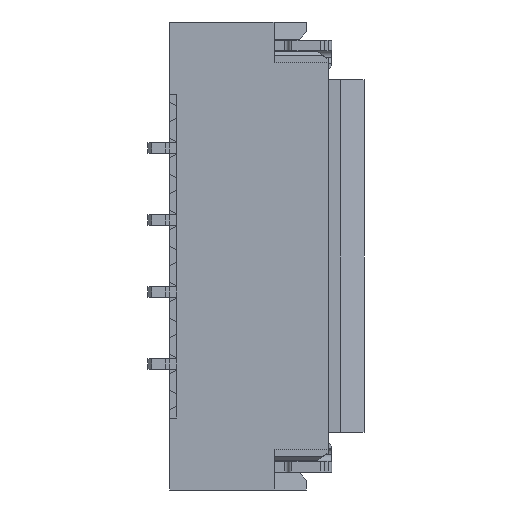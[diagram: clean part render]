
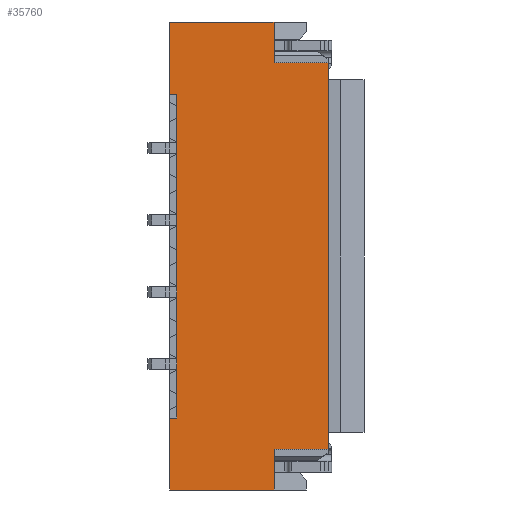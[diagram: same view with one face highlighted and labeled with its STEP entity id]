
A CAD part, front view. The second image highlights one B-rep face of the part: STEP entity #35760.
In plain terms, the highlighted planar face has unit normal (0, -1, 0).
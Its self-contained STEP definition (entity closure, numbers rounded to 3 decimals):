
#7860=CARTESIAN_POINT('',(0.1,0.,
-0.763));
#7870=VERTEX_POINT('',#7860);
#7900=CARTESIAN_POINT('',(0.1,0.,
-3.263));
#7910=DIRECTION('',(0.,0.,-1.));
#7920=VECTOR('',#7910,1.);
#7930=LINE('',#7900,#7920);
#7940=CARTESIAN_POINT('',(0.1,0.,
-5.263));
#7950=VERTEX_POINT('',#7940);
#7960=EDGE_CURVE('',#7870,#7950,#7930,.T.);
#20270=CARTESIAN_POINT('',(1.45,0.,0.237))
;
#20280=VERTEX_POINT('',#20270);
#20310=CARTESIAN_POINT('',(0.,0.,
0.237));
#20320=DIRECTION('',(1.,0.,0.));
#20330=VECTOR('',#20320,1.);
#20340=LINE('',#20310,#20330);
#20350=CARTESIAN_POINT('',(0.,0.,
0.237));
#20360=VERTEX_POINT('',#20350);
#20370=EDGE_CURVE('',#20360,#20280,#20340,.T.);
#28340=CARTESIAN_POINT('',(1.45,0.,-0.326
));
#28350=VERTEX_POINT('',#28340);
#28380=CARTESIAN_POINT('',(1.45,0.,-7.525));
#28390=DIRECTION('',(0.,0.,1.));
#28400=VECTOR('',#28390,1.);
#28410=LINE('',#28380,#28400);
#28420=EDGE_CURVE('',#28350,#20280,#28410,.T.);
#34980=CARTESIAN_POINT('',(0.567,0.,
-4.025));
#34990=DIRECTION('',(0.,-1.,0.));
#35000=DIRECTION('',(-1.,0.,0.));
#35010=AXIS2_PLACEMENT_3D('',#34980,#34990,#35000);
#35020=PLANE('',#35010);
#35030=CARTESIAN_POINT('',(0.,0.,
-0.763));
#35040=DIRECTION('',(1.,0.,0.));
#35050=VECTOR('',#35040,1.);
#35060=LINE('',#35030,#35050);
#35070=CARTESIAN_POINT('',(0.,0.,
-0.763));
#35080=VERTEX_POINT('',#35070);
#35090=EDGE_CURVE('',#35080,#7870,#35060,.T.);
#35100=ORIENTED_EDGE('',*,*,#35090,.T.);
#35110=CARTESIAN_POINT('',(0.,0.,
-0.478));
#35120=DIRECTION('',(0.,0.,-1.));
#35130=VECTOR('',#35120,1.);
#35140=LINE('',#35110,#35130);
#35150=EDGE_CURVE('',#20360,#35080,#35140,.T.);
#35160=ORIENTED_EDGE('',*,*,#35150,.T.);
#35170=ORIENTED_EDGE('',*,*,#20370,.F.);
#35180=ORIENTED_EDGE('',*,*,#28420,.T.);
#35190=CARTESIAN_POINT('',(0.,0.,
-0.326));
#35200=DIRECTION('',(-1.,0.,0.));
#35210=VECTOR('',#35200,1.);
#35220=LINE('',#35190,#35210);
#35230=CARTESIAN_POINT('',(2.2,0.,-0.326)
);
#35240=VERTEX_POINT('',#35230);
#35250=EDGE_CURVE('',#35240,#28350,#35220,.T.);
#35260=ORIENTED_EDGE('',*,*,#35250,.T.);
#35270=CARTESIAN_POINT('',(2.2,0.,0.4));
#35280=DIRECTION('',(0.,0.,1.));
#35290=VECTOR('',#35280,1.);
#35300=LINE('',#35270,#35290);
#35310=CARTESIAN_POINT('',(2.2,0.,-5.699));
#35320=VERTEX_POINT('',#35310);
#35330=EDGE_CURVE('',#35320,#35240,#35300,.T.);
#35340=ORIENTED_EDGE('',*,*,#35330,.T.);
#35350=CARTESIAN_POINT('',(0.,0.,
-5.699));
#35360=DIRECTION('',(-1.,0.,0.));
#35370=VECTOR('',#35360,1.);
#35380=LINE('',#35350,#35370);
#35390=CARTESIAN_POINT('',(1.45,0.,-5.699));
#35400=VERTEX_POINT('',#35390);
#35410=EDGE_CURVE('',#35320,#35400,#35380,.T.);
#35420=ORIENTED_EDGE('',*,*,#35410,.F.);
#35430=CARTESIAN_POINT('',(1.45,0.,1.5));
#35440=DIRECTION('',(0.,-0.,-1.));
#35450=VECTOR('',#35440,1.);
#35460=LINE('',#35430,#35450);
#35470=CARTESIAN_POINT('',(1.45,0.,-6.263));
#35480=VERTEX_POINT('',#35470);
#35490=EDGE_CURVE('',#35400,#35480,#35460,.T.);
#35500=ORIENTED_EDGE('',*,*,#35490,.F.);
#35510=CARTESIAN_POINT('',(0.,0.,
-6.263));
#35520=DIRECTION('',(1.,0.,0.));
#35530=VECTOR('',#35520,1.);
#35540=LINE('',#35510,#35530);
#35550=CARTESIAN_POINT('',(0.,0.,
-6.263));
#35560=VERTEX_POINT('',#35550);
#35570=EDGE_CURVE('',#35560,#35480,#35540,.T.);
#35580=ORIENTED_EDGE('',*,*,#35570,.T.);
#35590=CARTESIAN_POINT('',(0.,0.,
-5.548));
#35600=DIRECTION('',(0.,0.,1.));
#35610=VECTOR('',#35600,1.);
#35620=LINE('',#35590,#35610);
#35630=CARTESIAN_POINT('',(0.,0.,
-5.263));
#35640=VERTEX_POINT('',#35630);
#35650=EDGE_CURVE('',#35560,#35640,#35620,.T.);
#35660=ORIENTED_EDGE('',*,*,#35650,.F.);
#35670=CARTESIAN_POINT('',(0.,0.,
-5.263));
#35680=DIRECTION('',(1.,0.,0.));
#35690=VECTOR('',#35680,1.);
#35700=LINE('',#35670,#35690);
#35710=EDGE_CURVE('',#35640,#7950,#35700,.T.);
#35720=ORIENTED_EDGE('',*,*,#35710,.F.);
#35730=ORIENTED_EDGE('',*,*,#7960,.T.);
#35740=EDGE_LOOP('',(#35730,#35720,#35660,#35580,#35500,#35420,#35340,
#35260,#35180,#35170,#35160,#35100));
#35750=FACE_OUTER_BOUND('',#35740,.T.);
#35760=ADVANCED_FACE('',(#35750),#35020,.T.);
